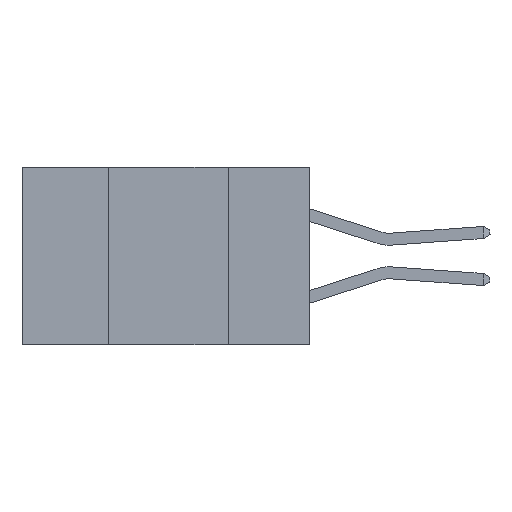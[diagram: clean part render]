
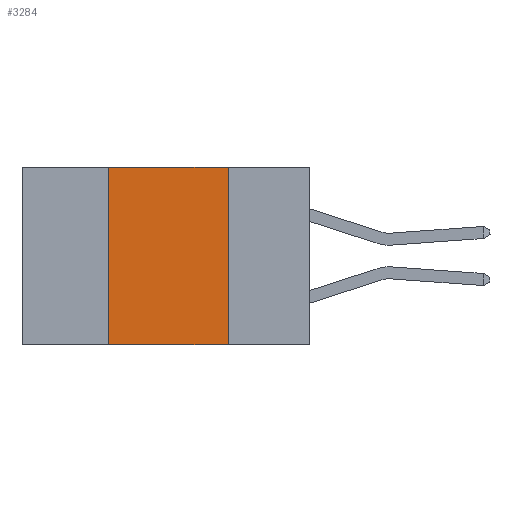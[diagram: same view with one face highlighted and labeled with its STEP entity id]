
A CAD part, left-side view. The second image highlights one B-rep face of the part: STEP entity #3284.
In plain terms, the highlighted planar face has unit normal (-1, 0, 0).
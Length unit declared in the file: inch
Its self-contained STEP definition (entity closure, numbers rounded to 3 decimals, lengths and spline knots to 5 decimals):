
#1534 = CARTESIAN_POINT ( 'NONE',  ( 0., 0.6, 0. ) ) ;
#1683 = VERTEX_POINT ( 'NONE', #7949 ) ;
#1905 = DIRECTION ( 'NONE',  ( 0., -1., 0. ) ) ;
#2003 = LINE ( 'NONE', #4892, #10313 ) ;
#2607 = EDGE_CURVE ( 'NONE', #3553, #1683, #5165, .T. ) ;
#3284 = ADVANCED_FACE ( 'NONE', ( #4224 ), #7148, .F. ) ;
#3421 = AXIS2_PLACEMENT_3D ( 'NONE', #6323, #3919, #9602 ) ;
#3553 = VERTEX_POINT ( 'NONE', #7482 ) ;
#3596 = LINE ( 'NONE', #5045, #9804 ) ;
#3673 = EDGE_CURVE ( 'NONE', #6108, #3553, #4595, .T. ) ;
#3919 = DIRECTION ( 'NONE',  ( 1., 0., 0. ) ) ;
#4060 = CARTESIAN_POINT ( 'NONE',  ( 0., 0.17, -0.37 ) ) ;
#4202 = EDGE_CURVE ( 'NONE', #6108, #9276, #3596, .T. ) ;
#4224 = FACE_OUTER_BOUND ( 'NONE', #6713, .T. ) ;
#4595 = LINE ( 'NONE', #7621, #8674 ) ;
#4892 = CARTESIAN_POINT ( 'NONE',  ( 0., 0.17, -0.37 ) ) ;
#5045 = CARTESIAN_POINT ( 'NONE',  ( 0., 0.6, -0.37 ) ) ;
#5165 = LINE ( 'NONE', #1534, #9256 ) ;
#6108 = VERTEX_POINT ( 'NONE', #9718 ) ;
#6323 = CARTESIAN_POINT ( 'NONE',  ( 0., 0.6, 0. ) ) ;
#6713 = EDGE_LOOP ( 'NONE', ( #9828, #9875, #8626, #10272 ) ) ;
#7148 = PLANE ( 'NONE',  #3421 ) ;
#7482 = CARTESIAN_POINT ( 'NONE',  ( 0., 0.42, 0. ) ) ;
#7621 = CARTESIAN_POINT ( 'NONE',  ( 0., 0.42, -0.37 ) ) ;
#7928 = DIRECTION ( 'NONE',  ( 0., -1., 0. ) ) ;
#7949 = CARTESIAN_POINT ( 'NONE',  ( 0., 0.17, 0. ) ) ;
#8447 = DIRECTION ( 'NONE',  ( 0., 0., 1. ) ) ;
#8626 = ORIENTED_EDGE ( 'NONE', *, *, #3673, .F. ) ;
#8674 = VECTOR ( 'NONE', #8447, 39.37008 ) ;
#9256 = VECTOR ( 'NONE', #7928, 39.37008 ) ;
#9276 = VERTEX_POINT ( 'NONE', #4060 ) ;
#9317 = EDGE_CURVE ( 'NONE', #1683, #9276, #2003, .T. ) ;
#9602 = DIRECTION ( 'NONE',  ( 0., 0., -1. ) ) ;
#9718 = CARTESIAN_POINT ( 'NONE',  ( 0., 0.42, -0.37 ) ) ;
#9802 = DIRECTION ( 'NONE',  ( 0., 0., -1. ) ) ;
#9804 = VECTOR ( 'NONE', #1905, 39.37008 ) ;
#9828 = ORIENTED_EDGE ( 'NONE', *, *, #9317, .F. ) ;
#9875 = ORIENTED_EDGE ( 'NONE', *, *, #2607, .F. ) ;
#10272 = ORIENTED_EDGE ( 'NONE', *, *, #4202, .T. ) ;
#10313 = VECTOR ( 'NONE', #9802, 39.37008 ) ;
